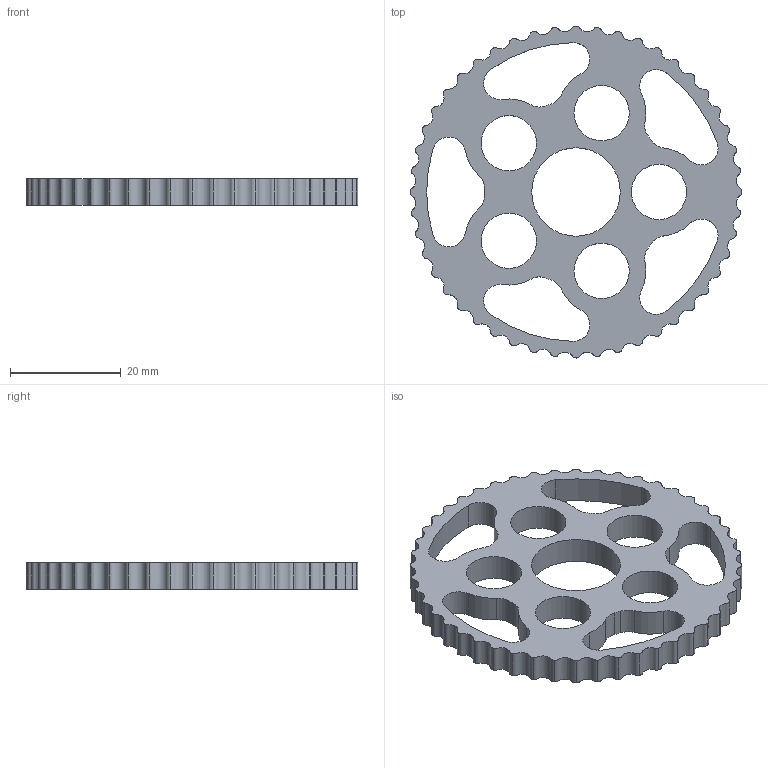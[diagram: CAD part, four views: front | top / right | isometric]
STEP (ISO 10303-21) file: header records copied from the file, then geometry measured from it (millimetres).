
FILE_DESCRIPTION(/* description */ (''),/* implementation_level */ '2;1');
FILE_NAME(/* name */ 'Cycloidal Disk.step',/* time_stamp */ '2022-03-05T07:07:09+08:00',/* author */ (''),/* organization */ (''),/* preprocessor_version */ 'ST-DEVELOPER v18.1',/* originating_system */ 'Autodesk Translation Framework v10.10.0.1391',/* authorisation */ '');
FILE_SCHEMA (('AUTOMOTIVE_DESIGN { 1 0 10303 214 3 1 1 }'));
Length unit declared in the file: millimetre
Products named in the file (1): cycloidal gear
Bounding box: 60 x 60 x 4.8 mm (x, y, z)
Volume: 2444.5 mm3; surface area: 5936.5 mm2
Topology: 1 solids, 1 shells, 96 faces, 282 edges, 188 vertices
Faces by surface type: bspline 48, cylinder 46, plane 2
Full cylindrical faces by diameter (mm): 10 x5, 16 x1
Entity records: 9343 total; most frequent: CARTESIAN_POINT 6951, ORIENTED_EDGE 564, DIRECTION 376, EDGE_CURVE 282, VERTEX_POINT 188, AXIS2_PLACEMENT_3D 141, EDGE_LOOP 118, FACE_OUTER_BOUND 96
